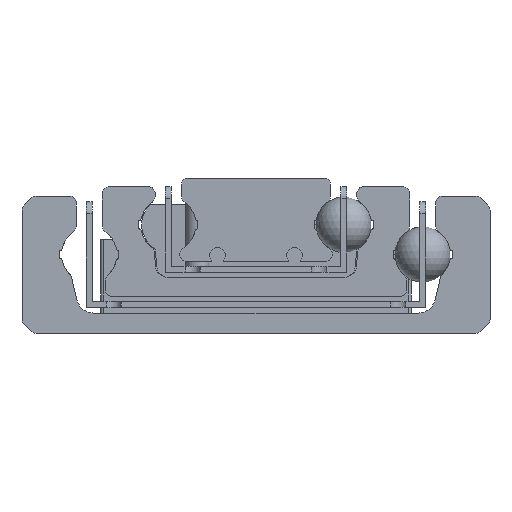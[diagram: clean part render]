
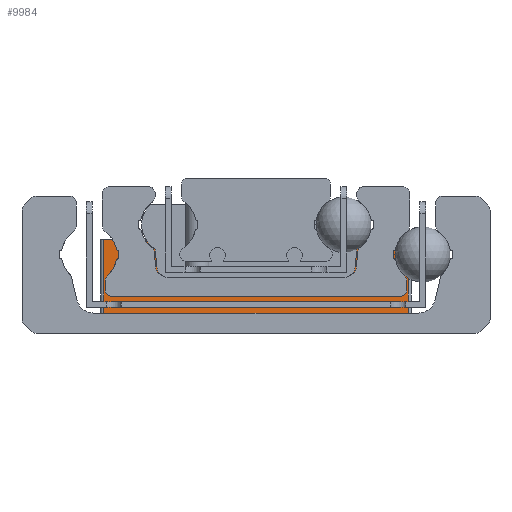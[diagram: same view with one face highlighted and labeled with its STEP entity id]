
A CAD part, front view. The second image highlights one B-rep face of the part: STEP entity #9984.
In plain terms, the highlighted planar face has unit normal (0, -1, 0).
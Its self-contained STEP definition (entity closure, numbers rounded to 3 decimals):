
#174=PLANE('',#12305);
#817=FACE_OUTER_BOUND('',#1325,.T.);
#1325=EDGE_LOOP('',(#5328,#5329,#5330,#5331));
#2740=LINE('',#18013,#3741);
#2751=LINE('',#18061,#3752);
#2761=LINE('',#18093,#3762);
#2762=LINE('',#18094,#3763);
#3741=VECTOR('',#13920,1.);
#3752=VECTOR('',#13967,1.);
#3762=VECTOR('',#14001,1.);
#3763=VECTOR('',#14002,1.);
#5328=ORIENTED_EDGE('',*,*,#8321,.T.);
#5329=ORIENTED_EDGE('',*,*,#8363,.T.);
#5330=ORIENTED_EDGE('',*,*,#8345,.F.);
#5331=ORIENTED_EDGE('',*,*,#8364,.T.);
#8321=EDGE_CURVE('',#11059,#11058,#2740,.T.);
#8345=EDGE_CURVE('',#11078,#11079,#2751,.T.);
#8363=EDGE_CURVE('',#11058,#11079,#2761,.T.);
#8364=EDGE_CURVE('',#11078,#11059,#2762,.T.);
#9984=ADVANCED_FACE('',(#817),#174,.T.);
#11058=VERTEX_POINT('',#18012);
#11059=VERTEX_POINT('',#18014);
#11078=VERTEX_POINT('',#18062);
#11079=VERTEX_POINT('',#18063);
#12305=AXIS2_PLACEMENT_3D('',#18095,#14003,#14004);
#13920=DIRECTION('',(-1.,0.,0.));
#13967=DIRECTION('',(-1.,0.,0.));
#14001=DIRECTION('',(0.,0.,-1.));
#14002=DIRECTION('',(0.,0.,1.));
#14003=DIRECTION('',(0.,-1.,0.));
#14004=DIRECTION('',(1.,0.,0.));
#18012=CARTESIAN_POINT('',(-942.5,-2345.1,-5.625));
#18013=CARTESIAN_POINT('',(-890.,-2345.1,-5.625));
#18014=CARTESIAN_POINT('',(-890.5,-2345.1,-5.625));
#18061=CARTESIAN_POINT('',(-890.,-2345.1,-18.125));
#18062=CARTESIAN_POINT('',(-890.5,-2345.1,-18.125));
#18063=CARTESIAN_POINT('',(-942.5,-2345.1,-18.125));
#18093=CARTESIAN_POINT('',(-942.5,-2345.1,-5.625));
#18094=CARTESIAN_POINT('',(-890.5,-2345.1,-5.625));
#18095=CARTESIAN_POINT('',(-890.,-2345.1,-5.625));
